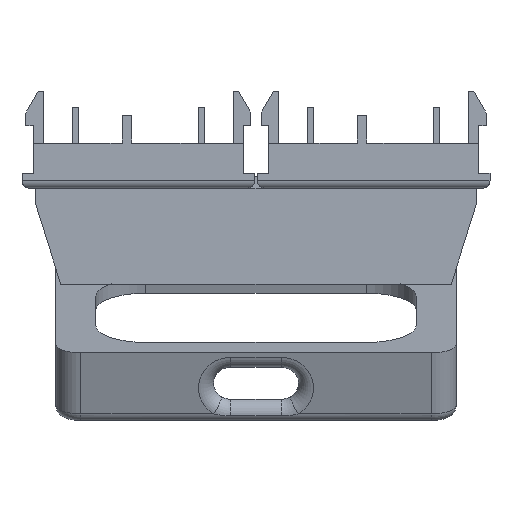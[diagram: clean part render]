
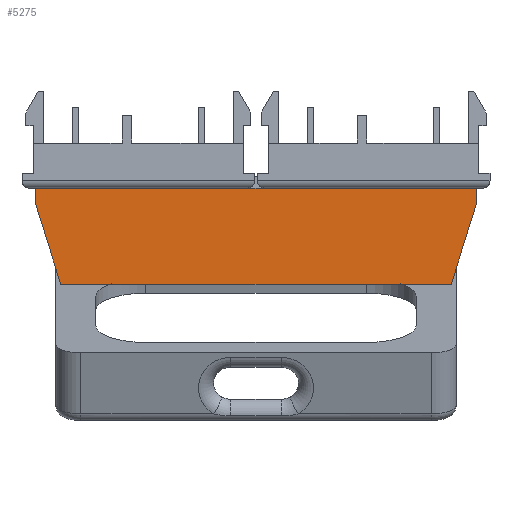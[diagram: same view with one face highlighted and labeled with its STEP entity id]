
A CAD part, front view. The second image highlights one B-rep face of the part: STEP entity #5275.
In plain terms, the highlighted planar face has unit normal (0, -1, 0).
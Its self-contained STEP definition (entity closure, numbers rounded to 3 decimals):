
#385=PLANE('',#5601);
#600=FACE_OUTER_BOUND('',#909,.T.);
#909=EDGE_LOOP('',(#4527,#4528,#4529,#4530,#4531,#4532));
#1508=LINE('',#8187,#2112);
#1513=LINE('',#8196,#2117);
#1517=LINE('',#8213,#2121);
#1521=LINE('',#8228,#2125);
#1522=LINE('',#8230,#2126);
#1523=LINE('',#8231,#2127);
#2112=VECTOR('',#6665,10.);
#2117=VECTOR('',#6672,10.);
#2121=VECTOR('',#6688,10.);
#2125=VECTOR('',#6702,10.);
#2126=VECTOR('',#6705,10.);
#2127=VECTOR('',#6706,10.);
#2572=VERTEX_POINT('',#8184);
#2573=VERTEX_POINT('',#8186);
#2576=VERTEX_POINT('',#8194);
#2582=VERTEX_POINT('',#8210);
#2583=VERTEX_POINT('',#8212);
#2589=VERTEX_POINT('',#8226);
#3238=EDGE_CURVE('',#2572,#2573,#1508,.T.);
#3243=EDGE_CURVE('',#2572,#2576,#1513,.T.);
#3251=EDGE_CURVE('',#2582,#2583,#1517,.T.);
#3259=EDGE_CURVE('',#2589,#2576,#1521,.T.);
#3260=EDGE_CURVE('',#2583,#2589,#1522,.T.);
#3261=EDGE_CURVE('',#2582,#2573,#1523,.T.);
#4527=ORIENTED_EDGE('',*,*,#3238,.F.);
#4528=ORIENTED_EDGE('',*,*,#3243,.T.);
#4529=ORIENTED_EDGE('',*,*,#3259,.F.);
#4530=ORIENTED_EDGE('',*,*,#3260,.F.);
#4531=ORIENTED_EDGE('',*,*,#3251,.F.);
#4532=ORIENTED_EDGE('',*,*,#3261,.T.);
#5275=ADVANCED_FACE('',(#600),#385,.T.);
#5601=AXIS2_PLACEMENT_3D('',#8229,#6703,#6704);
#6665=DIRECTION('',(-0.299,0.,0.954));
#6672=DIRECTION('',(1.,0.,0.));
#6688=DIRECTION('',(1.,0.,0.));
#6702=DIRECTION('',(-0.299,0.,-0.954));
#6703=DIRECTION('center_axis',(0.,-1.,0.));
#6704=DIRECTION('ref_axis',(0.,0.,-1.));
#6705=DIRECTION('',(0.,0.,-1.));
#6706=DIRECTION('',(0.,0.,-1.));
#8184=CARTESIAN_POINT('',(7.75,-12.65,-19.208));
#8186=CARTESIAN_POINT('',(2.75,-12.65,-3.246));
#8187=CARTESIAN_POINT('',(3.3,-12.65,-5.002));
#8194=CARTESIAN_POINT('',(85.75,-12.65,-19.208));
#8196=CARTESIAN_POINT('',(2.75,-12.65,-19.208));
#8210=CARTESIAN_POINT('',(2.75,-12.65,0.));
#8212=CARTESIAN_POINT('',(90.75,-12.65,0.));
#8213=CARTESIAN_POINT('',(2.75,-12.65,0.));
#8226=CARTESIAN_POINT('',(90.75,-12.65,-3.246));
#8228=CARTESIAN_POINT('',(86.269,-12.65,-17.553));
#8229=CARTESIAN_POINT('Origin',(2.75,-12.65,0.));
#8230=CARTESIAN_POINT('',(90.75,-12.65,0.));
#8231=CARTESIAN_POINT('',(2.75,-12.65,0.));
